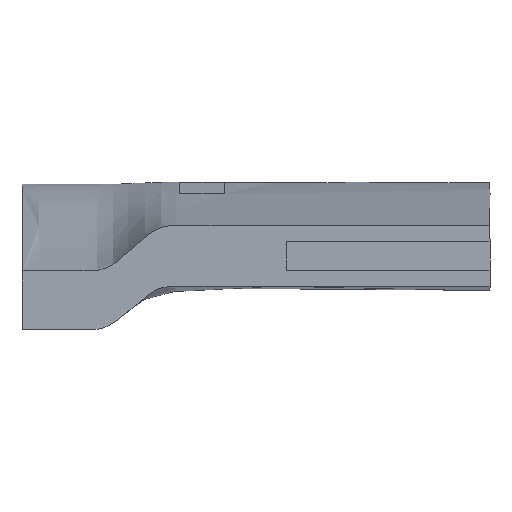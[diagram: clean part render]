
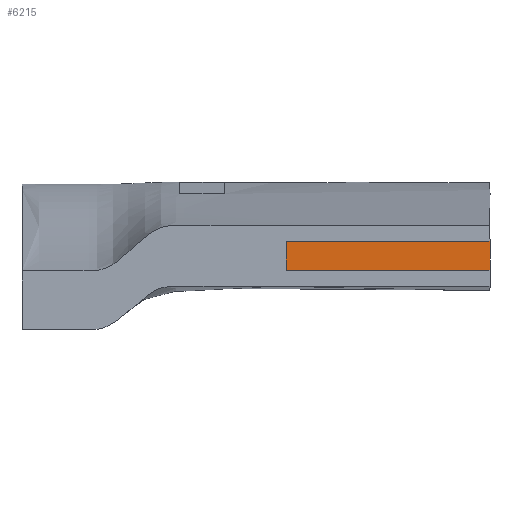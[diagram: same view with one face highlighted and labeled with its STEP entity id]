
A CAD part, left-side view. The second image highlights one B-rep face of the part: STEP entity #6215.
In plain terms, the highlighted planar face has unit normal (-1, 0, 0).
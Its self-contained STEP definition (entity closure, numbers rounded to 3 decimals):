
#1571 = VERTEX_POINT ( 'NONE', #19988 ) ;
#5752 = ORIENTED_EDGE ( 'NONE', *, *, #18128, .T. ) ;
#6215 = ADVANCED_FACE ( 'NONE', ( #26453 ), #12187, .F. ) ;
#6684 = EDGE_LOOP ( 'NONE', ( #5752, #19104, #31545, #14082 ) ) ;
#6941 = DIRECTION ( 'NONE',  ( 0., 0., 1. ) ) ;
#7522 = AXIS2_PLACEMENT_3D ( 'NONE', #32782, #29958, #12314 ) ;
#8942 = VECTOR ( 'NONE', #20062, 1000. ) ;
#10822 = VERTEX_POINT ( 'NONE', #34415 ) ;
#11748 = VERTEX_POINT ( 'NONE', #21885 ) ;
#12187 = PLANE ( 'NONE',  #7522 ) ;
#12314 = DIRECTION ( 'NONE',  ( 0., 0., -1. ) ) ;
#13075 = LINE ( 'NONE', #24210, #26902 ) ;
#13387 = CARTESIAN_POINT ( 'NONE',  ( 621.62, -281.748, 78.451 ) ) ;
#14082 = ORIENTED_EDGE ( 'NONE', *, *, #16159, .T. ) ;
#14493 = LINE ( 'NONE', #33084, #36145 ) ;
#16159 = EDGE_CURVE ( 'NONE', #11748, #10822, #34298, .T. ) ;
#16783 = VECTOR ( 'NONE', #22770, 1000. ) ;
#17232 = CARTESIAN_POINT ( 'NONE',  ( 621.62, -395.002, 78.451 ) ) ;
#17261 = VERTEX_POINT ( 'NONE', #17232 ) ;
#18128 = EDGE_CURVE ( 'NONE', #10822, #1571, #33362, .T. ) ;
#19104 = ORIENTED_EDGE ( 'NONE', *, *, #32665, .T. ) ;
#19803 = CARTESIAN_POINT ( 'NONE',  ( 621.62, -281.748, 62.451 ) ) ;
#19988 = CARTESIAN_POINT ( 'NONE',  ( 621.62, -395.002, 62.451 ) ) ;
#20062 = DIRECTION ( 'NONE',  ( 0., 0., -1. ) ) ;
#21885 = CARTESIAN_POINT ( 'NONE',  ( 621.62, -281.748, 78.451 ) ) ;
#22770 = DIRECTION ( 'NONE',  ( 0., -1., 0. ) ) ;
#24210 = CARTESIAN_POINT ( 'NONE',  ( 621.62, -395.002, 0. ) ) ;
#26453 = FACE_OUTER_BOUND ( 'NONE', #6684, .T. ) ;
#26902 = VECTOR ( 'NONE', #6941, 1000. ) ;
#27547 = DIRECTION ( 'NONE',  ( 0., -1., 0. ) ) ;
#29958 = DIRECTION ( 'NONE',  ( 1., 0., 0. ) ) ;
#31545 = ORIENTED_EDGE ( 'NONE', *, *, #36127, .F. ) ;
#32665 = EDGE_CURVE ( 'NONE', #1571, #17261, #13075, .T. ) ;
#32782 = CARTESIAN_POINT ( 'NONE',  ( 621.62, -281.748, 78.451 ) ) ;
#33084 = CARTESIAN_POINT ( 'NONE',  ( 621.62, -281.748, 78.451 ) ) ;
#33362 = LINE ( 'NONE', #19803, #16783 ) ;
#34298 = LINE ( 'NONE', #13387, #8942 ) ;
#34415 = CARTESIAN_POINT ( 'NONE',  ( 621.62, -281.748, 62.451 ) ) ;
#36127 = EDGE_CURVE ( 'NONE', #11748, #17261, #14493, .T. ) ;
#36145 = VECTOR ( 'NONE', #27547, 1000. ) ;
